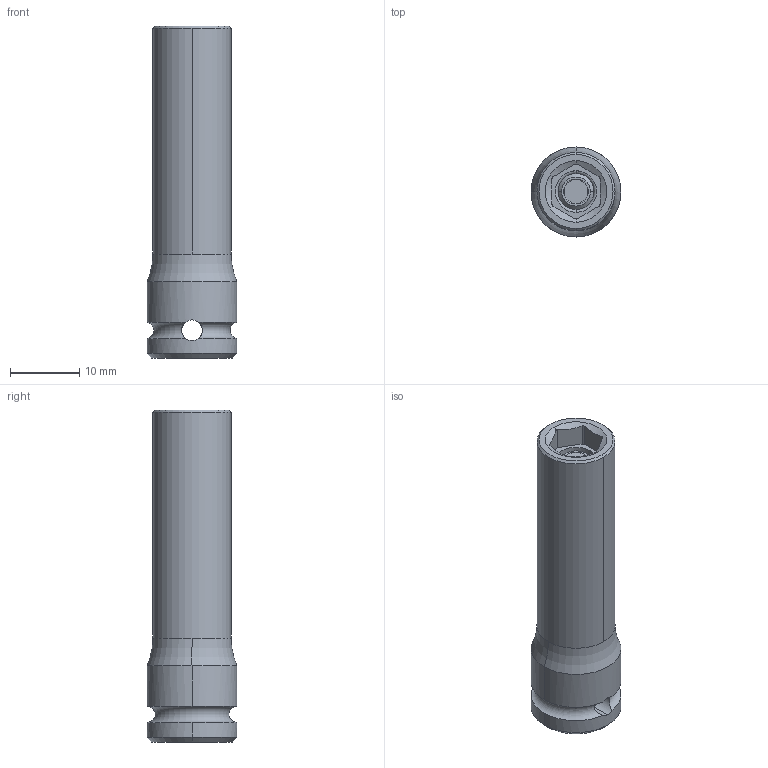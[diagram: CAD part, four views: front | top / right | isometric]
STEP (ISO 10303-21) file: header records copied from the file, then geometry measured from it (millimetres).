
FILE_DESCRIPTION((''),'2;1');
FILE_NAME('4027110707','2023-09-26T08:25:14',('a00565553'),(''),'CREO PARAMETRIC BY PTC INC, 2022414','CREO PARAMETRIC BY PTC INC, 2022414','');
FILE_SCHEMA(('CONFIG_CONTROL_DESIGN','GEOMETRIC_VALIDATION_PROPERTIES_MIM'));
Length unit declared in the file: millimetre
Products named in the file (1): 4027110707
Bounding box: 13 x 13 x 48 mm (x, y, z)
Volume: 3927.2 mm3; surface area: 3655.9 mm2
Topology: 4 solids, 4 shells, 99 faces, 240 edges, 148 vertices
Faces by surface type: cylinder 37, plane 26, cone 16, torus 14, bspline 6
Entity records: 5638 total; most frequent: CARTESIAN_POINT 3088, DIRECTION 489, ORIENTED_EDGE 480, EDGE_CURVE 240, AXIS2_PLACEMENT_3D 205, VERTEX_POINT 148, CIRCLE 112, EDGE_LOOP 108
